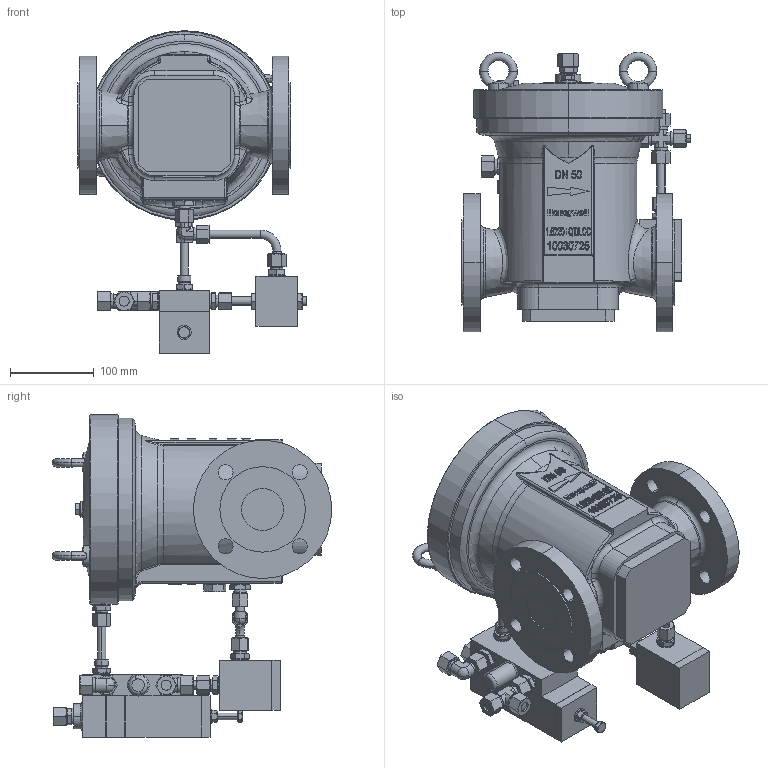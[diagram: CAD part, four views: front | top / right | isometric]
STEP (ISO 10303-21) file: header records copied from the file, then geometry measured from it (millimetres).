
FILE_DESCRIPTION (( 'STEP AP214' ), '1' );
FILE_NAME ('RMG402_50_O_630-1_SO_RL-PN16-40.STEP', '2020-04-03T11:48:35', ( '' ), ( '' ), 'SwSTEP 2.0', 'SolidWorks 2017', '' );
FILE_SCHEMA (( 'AUTOMOTIVE_DESIGN' ));
Length unit declared in the file: millimetre
Products named in the file (1): RMG402_50_O_630-1_SO_RL-PN16-40
Bounding box: 272.6 x 333.5 x 385 mm (x, y, z)
Volume: 9032104.3 mm3; surface area: 474619.1 mm2
Topology: 1 solids, 1 shells, 1679 faces, 4082 edges, 2527 vertices
Faces by surface type: plane 672, cone 377, bspline 344, cylinder 222, torus 54, sphere 10
Entity records: 85062 total; most frequent: CARTESIAN_POINT 30398, ORIENTED_EDGE 8140, DIRECTION 6338, EDGE_CURVE 4070, VERTEX_POINT 2527, AXIS2_PLACEMENT_3D 2305, EDGE_LOOP 1837, VECTOR 1728
